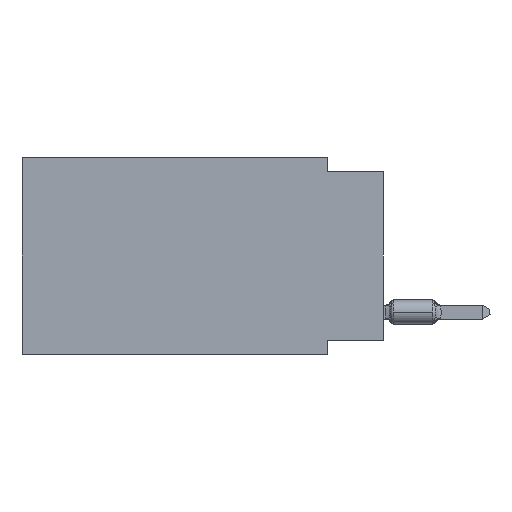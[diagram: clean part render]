
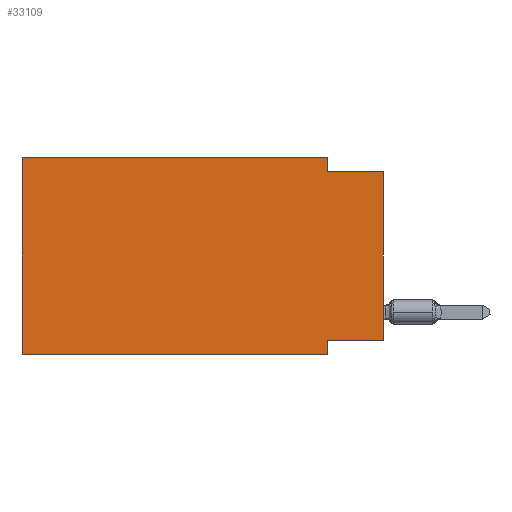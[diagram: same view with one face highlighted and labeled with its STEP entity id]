
A CAD part, left-side view. The second image highlights one B-rep face of the part: STEP entity #33109.
In plain terms, the highlighted planar face has unit normal (-1, 0, 0).
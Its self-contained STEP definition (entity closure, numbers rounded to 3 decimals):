
#212 = VERTEX_POINT ( 'NONE', #27155 ) ;
#484 = DIRECTION ( 'NONE',  ( 1., 0., 0. ) ) ;
#1846 = VECTOR ( 'NONE', #19225, 1000. ) ;
#2099 = ORIENTED_EDGE ( 'NONE', *, *, #8514, .F. ) ;
#2295 = VECTOR ( 'NONE', #12258, 1000. ) ;
#3000 = LINE ( 'NONE', #36535, #30774 ) ;
#5731 = CARTESIAN_POINT ( 'NONE',  ( 0., 2.54, 0. ) ) ;
#6776 = CARTESIAN_POINT ( 'NONE',  ( 0., 2.54, -0.635 ) ) ;
#7761 = EDGE_CURVE ( 'NONE', #212, #35694, #20857, .T. ) ;
#8514 = EDGE_CURVE ( 'NONE', #20418, #25061, #39509, .T. ) ;
#8633 = ORIENTED_EDGE ( 'NONE', *, *, #32176, .F. ) ;
#9877 = CARTESIAN_POINT ( 'NONE',  ( 0., 2.54, 0. ) ) ;
#9944 = EDGE_CURVE ( 'NONE', #12105, #35694, #3000, .T. ) ;
#10348 = CARTESIAN_POINT ( 'NONE',  ( 0., 0., -0.635 ) ) ;
#12105 = VERTEX_POINT ( 'NONE', #16833 ) ;
#12258 = DIRECTION ( 'NONE',  ( 0., 0., 1. ) ) ;
#12468 = CARTESIAN_POINT ( 'NONE',  ( 0., 0., 0. ) ) ;
#12917 = LINE ( 'NONE', #12468, #2295 ) ;
#14222 = CARTESIAN_POINT ( 'NONE',  ( 0., 2.54, -8.89 ) ) ;
#16822 = ORIENTED_EDGE ( 'NONE', *, *, #38052, .F. ) ;
#16833 = CARTESIAN_POINT ( 'NONE',  ( 0., 16.383, -8.89 ) ) ;
#17310 = VECTOR ( 'NONE', #41145, 1000. ) ;
#17614 = EDGE_CURVE ( 'NONE', #12105, #25846, #17700, .T. ) ;
#17700 = LINE ( 'NONE', #27403, #23221 ) ;
#17948 = VERTEX_POINT ( 'NONE', #5731 ) ;
#18308 = VECTOR ( 'NONE', #27781, 1000. ) ;
#19225 = DIRECTION ( 'NONE',  ( 0., -1., 0. ) ) ;
#19783 = DIRECTION ( 'NONE',  ( 0., 0., -1. ) ) ;
#20418 = VERTEX_POINT ( 'NONE', #6776 ) ;
#20497 = ORIENTED_EDGE ( 'NONE', *, *, #32343, .F. ) ;
#20857 = LINE ( 'NONE', #34101, #17310 ) ;
#22838 = CARTESIAN_POINT ( 'NONE',  ( 0., 16.383, 0. ) ) ;
#22965 = EDGE_CURVE ( 'NONE', #36634, #25061, #12917, .T. ) ;
#23221 = VECTOR ( 'NONE', #31146, 1000. ) ;
#23692 = ORIENTED_EDGE ( 'NONE', *, *, #22965, .T. ) ;
#24246 = EDGE_LOOP ( 'NONE', ( #23692, #2099, #16822, #20497, #37083, #33036, #36438, #8633 ) ) ;
#25061 = VERTEX_POINT ( 'NONE', #29353 ) ;
#25846 = VERTEX_POINT ( 'NONE', #22838 ) ;
#25960 = AXIS2_PLACEMENT_3D ( 'NONE', #41282, #484, #30939 ) ;
#26616 = LINE ( 'NONE', #9877, #32617 ) ;
#27155 = CARTESIAN_POINT ( 'NONE',  ( 0., 2.54, -8.255 ) ) ;
#27334 = DIRECTION ( 'NONE',  ( 0., 1., 0. ) ) ;
#27403 = CARTESIAN_POINT ( 'NONE',  ( 0., 16.383, 0. ) ) ;
#27551 = CARTESIAN_POINT ( 'NONE',  ( 0., 0., -8.255 ) ) ;
#27781 = DIRECTION ( 'NONE',  ( 0., -1., 0. ) ) ;
#27842 = PLANE ( 'NONE',  #25960 ) ;
#28279 = FACE_OUTER_BOUND ( 'NONE', #24246, .T. ) ;
#29353 = CARTESIAN_POINT ( 'NONE',  ( 0., 0., -0.635 ) ) ;
#30438 = LINE ( 'NONE', #37277, #18308 ) ;
#30774 = VECTOR ( 'NONE', #40274, 1000. ) ;
#30939 = DIRECTION ( 'NONE',  ( 0., 0., -1. ) ) ;
#31146 = DIRECTION ( 'NONE',  ( 0., 0., 1. ) ) ;
#32176 = EDGE_CURVE ( 'NONE', #36634, #212, #42770, .T. ) ;
#32343 = EDGE_CURVE ( 'NONE', #25846, #17948, #30438, .T. ) ;
#32617 = VECTOR ( 'NONE', #19783, 1000. ) ;
#33036 = ORIENTED_EDGE ( 'NONE', *, *, #9944, .T. ) ;
#33109 = ADVANCED_FACE ( 'NONE', ( #28279 ), #27842, .F. ) ;
#34101 = CARTESIAN_POINT ( 'NONE',  ( 0., 2.54, -8.89 ) ) ;
#35694 = VERTEX_POINT ( 'NONE', #14222 ) ;
#36438 = ORIENTED_EDGE ( 'NONE', *, *, #7761, .F. ) ;
#36535 = CARTESIAN_POINT ( 'NONE',  ( 0., 16.383, -8.89 ) ) ;
#36597 = VECTOR ( 'NONE', #27334, 1000. ) ;
#36634 = VERTEX_POINT ( 'NONE', #27551 ) ;
#37083 = ORIENTED_EDGE ( 'NONE', *, *, #17614, .F. ) ;
#37277 = CARTESIAN_POINT ( 'NONE',  ( 0., 16.383, 0. ) ) ;
#38052 = EDGE_CURVE ( 'NONE', #17948, #20418, #26616, .T. ) ;
#39509 = LINE ( 'NONE', #10348, #1846 ) ;
#39915 = CARTESIAN_POINT ( 'NONE',  ( 0., 0., -8.255 ) ) ;
#40274 = DIRECTION ( 'NONE',  ( 0., -1., 0. ) ) ;
#41145 = DIRECTION ( 'NONE',  ( 0., 0., -1. ) ) ;
#41282 = CARTESIAN_POINT ( 'NONE',  ( 0., 16.383, 0. ) ) ;
#42770 = LINE ( 'NONE', #39915, #36597 ) ;
